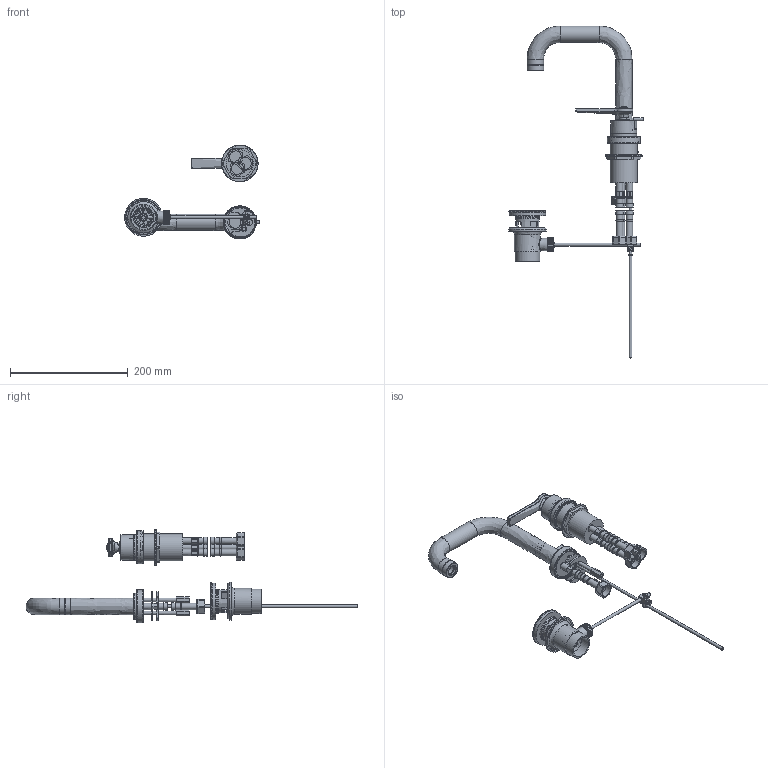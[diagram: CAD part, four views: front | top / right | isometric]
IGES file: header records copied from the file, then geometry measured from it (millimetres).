
Global section: file name: V7K13-2LF; native system: Autodesk Inventor 2018; preprocessor: unknown; author: rclarke; date: 20170829.144717; units: millimetre
Bounding box: 228.91 x 563.06 x 158.97 mm (x, y, z)
Volume: 432865.2 mm3; surface area: 268273.8 mm2
Topology: 59 solids, 59 shells, 1469 faces, 3862 edges, 2604 vertices
Faces by surface type: bspline 1469
